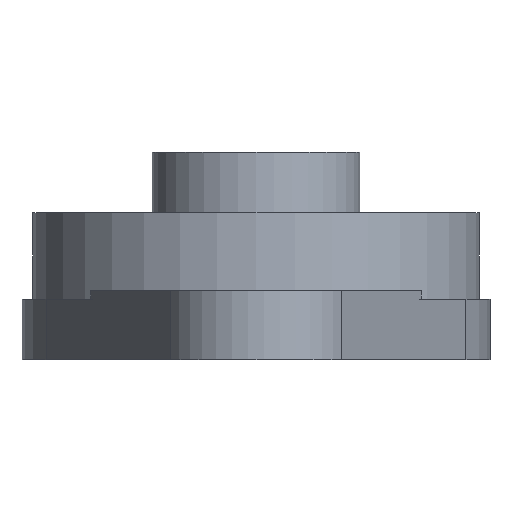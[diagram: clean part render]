
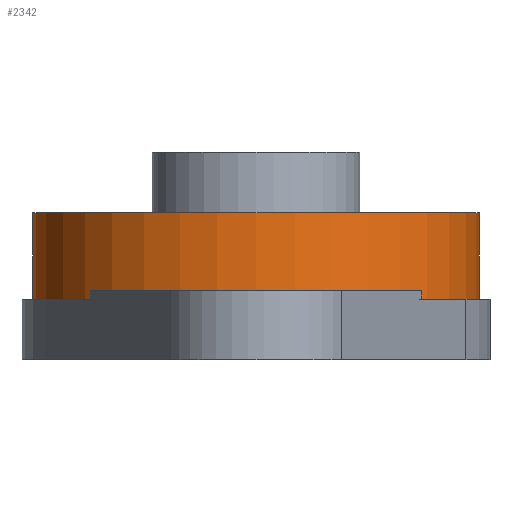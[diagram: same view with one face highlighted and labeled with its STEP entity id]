
A CAD part, left-side view. The second image highlights one B-rep face of the part: STEP entity #2342.
In plain terms, the highlighted cylindrical face has radius 12.9 mm (diameter 25.8 mm), a full revolution.
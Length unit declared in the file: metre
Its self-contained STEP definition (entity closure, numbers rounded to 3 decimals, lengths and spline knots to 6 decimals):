
#500 = PLANE('',#501);
#501 = AXIS2_PLACEMENT_3D('',#502,#503,#504);
#502 = CARTESIAN_POINT('',(0.01475,0.,0.0035));
#503 = DIRECTION('',(0.,0.,-1.));
#504 = DIRECTION('',(-1.,0.,0.));
#1328 = EDGE_CURVE('',#1329,#1329,#1331,.T.);
#1329 = VERTEX_POINT('',#1330);
#1330 = CARTESIAN_POINT('',(0.0129,0.,0.0035));
#1331 = SURFACE_CURVE('',#1332,(#1337,#1348),.PCURVE_S1.);
#1332 = CIRCLE('',#1333,0.0129);
#1333 = AXIS2_PLACEMENT_3D('',#1334,#1335,#1336);
#1334 = CARTESIAN_POINT('',(0.,0.,0.0035));
#1335 = DIRECTION('',(0.,0.,1.));
#1336 = DIRECTION('',(1.,0.,0.));
#1337 = PCURVE('',#500,#1338);
#1338 = DEFINITIONAL_REPRESENTATION('',(#1339),#1347);
#1339 = ( BOUNDED_CURVE() B_SPLINE_CURVE(2,(#1340,#1341,#1342,#1343,
#1344,#1345,#1346),.UNSPECIFIED.,.F.,.F.) B_SPLINE_CURVE_WITH_KNOTS((1,2
    ,2,2,2,1),(-2.094395,0.,2.094395,4.18879,
6.283185,8.37758),.UNSPECIFIED.) CURVE() 
GEOMETRIC_REPRESENTATION_ITEM() RATIONAL_B_SPLINE_CURVE((1.,0.5,1.,0.5,
1.,0.5,1.)) REPRESENTATION_ITEM('') );
#1340 = CARTESIAN_POINT('',(0.002,0.));
#1341 = CARTESIAN_POINT('',(0.002,0.022));
#1342 = CARTESIAN_POINT('',(0.021,0.011));
#1343 = CARTESIAN_POINT('',(0.041,0.));
#1344 = CARTESIAN_POINT('',(0.021,-0.011));
#1345 = CARTESIAN_POINT('',(0.002,-0.022));
#1346 = CARTESIAN_POINT('',(0.002,0.));
#1347 = ( GEOMETRIC_REPRESENTATION_CONTEXT(2) 
PARAMETRIC_REPRESENTATION_CONTEXT() REPRESENTATION_CONTEXT('2D SPACE',''
  ) );
#1348 = PCURVE('',#1349,#1354);
#1349 = CYLINDRICAL_SURFACE('',#1350,0.0129);
#1350 = AXIS2_PLACEMENT_3D('',#1351,#1352,#1353);
#1351 = CARTESIAN_POINT('',(0.,0.,0.0035));
#1352 = DIRECTION('',(0.,0.,-1.));
#1353 = DIRECTION('',(1.,0.,0.));
#1354 = DEFINITIONAL_REPRESENTATION('',(#1355),#1359);
#1355 = LINE('',#1356,#1357);
#1356 = CARTESIAN_POINT('',(0.,0.));
#1357 = VECTOR('',#1358,1.);
#1358 = DIRECTION('',(-1.,0.));
#1359 = ( GEOMETRIC_REPRESENTATION_CONTEXT(2) 
PARAMETRIC_REPRESENTATION_CONTEXT() REPRESENTATION_CONTEXT('2D SPACE',''
  ) );
#2342 = ADVANCED_FACE('',(#2343),#1349,.T.);
#2343 = FACE_BOUND('',#2344,.F.);
#2344 = EDGE_LOOP('',(#2345,#2346,#2369,#2400));
#2345 = ORIENTED_EDGE('',*,*,#1328,.F.);
#2346 = ORIENTED_EDGE('',*,*,#2347,.T.);
#2347 = EDGE_CURVE('',#1329,#2348,#2350,.T.);
#2348 = VERTEX_POINT('',#2349);
#2349 = CARTESIAN_POINT('',(0.0129,0.,0.0085));
#2350 = SEAM_CURVE('',#2351,(#2355,#2362),.PCURVE_S1.);
#2351 = LINE('',#2352,#2353);
#2352 = CARTESIAN_POINT('',(0.0129,0.,0.0035));
#2353 = VECTOR('',#2354,0.001);
#2354 = DIRECTION('',(0.,0.,1.));
#2355 = PCURVE('',#1349,#2356);
#2356 = DEFINITIONAL_REPRESENTATION('',(#2357),#2361);
#2357 = LINE('',#2358,#2359);
#2358 = CARTESIAN_POINT('',(-6.283,0.));
#2359 = VECTOR('',#2360,1.);
#2360 = DIRECTION('',(0.,-1.));
#2361 = ( GEOMETRIC_REPRESENTATION_CONTEXT(2) 
PARAMETRIC_REPRESENTATION_CONTEXT() REPRESENTATION_CONTEXT('2D SPACE',''
  ) );
#2362 = PCURVE('',#1349,#2363);
#2363 = DEFINITIONAL_REPRESENTATION('',(#2364),#2368);
#2364 = LINE('',#2365,#2366);
#2365 = CARTESIAN_POINT('',(0.,0.));
#2366 = VECTOR('',#2367,1.);
#2367 = DIRECTION('',(0.,-1.));
#2368 = ( GEOMETRIC_REPRESENTATION_CONTEXT(2) 
PARAMETRIC_REPRESENTATION_CONTEXT() REPRESENTATION_CONTEXT('2D SPACE',''
  ) );
#2369 = ORIENTED_EDGE('',*,*,#2370,.T.);
#2370 = EDGE_CURVE('',#2348,#2348,#2371,.T.);
#2371 = SURFACE_CURVE('',#2372,(#2377,#2384),.PCURVE_S1.);
#2372 = CIRCLE('',#2373,0.0129);
#2373 = AXIS2_PLACEMENT_3D('',#2374,#2375,#2376);
#2374 = CARTESIAN_POINT('',(0.,0.,0.0085));
#2375 = DIRECTION('',(0.,0.,1.));
#2376 = DIRECTION('',(1.,0.,0.));
#2377 = PCURVE('',#1349,#2378);
#2378 = DEFINITIONAL_REPRESENTATION('',(#2379),#2383);
#2379 = LINE('',#2380,#2381);
#2380 = CARTESIAN_POINT('',(0.,-0.005));
#2381 = VECTOR('',#2382,1.);
#2382 = DIRECTION('',(-1.,0.));
#2383 = ( GEOMETRIC_REPRESENTATION_CONTEXT(2) 
PARAMETRIC_REPRESENTATION_CONTEXT() REPRESENTATION_CONTEXT('2D SPACE',''
  ) );
#2384 = PCURVE('',#2385,#2390);
#2385 = PLANE('',#2386);
#2386 = AXIS2_PLACEMENT_3D('',#2387,#2388,#2389);
#2387 = CARTESIAN_POINT('',(0.0129,0.,0.0085));
#2388 = DIRECTION('',(0.,0.,-1.));
#2389 = DIRECTION('',(-1.,0.,0.));
#2390 = DEFINITIONAL_REPRESENTATION('',(#2391),#2399);
#2391 = ( BOUNDED_CURVE() B_SPLINE_CURVE(2,(#2392,#2393,#2394,#2395,
#2396,#2397,#2398),.UNSPECIFIED.,.F.,.F.) B_SPLINE_CURVE_WITH_KNOTS((1,2
    ,2,2,2,1),(-2.094395,0.,2.094395,4.18879,
6.283185,8.37758),.UNSPECIFIED.) CURVE() 
GEOMETRIC_REPRESENTATION_ITEM() RATIONAL_B_SPLINE_CURVE((1.,0.5,1.,0.5,
1.,0.5,1.)) REPRESENTATION_ITEM('') );
#2392 = CARTESIAN_POINT('',(0.,0.));
#2393 = CARTESIAN_POINT('',(0.,0.022));
#2394 = CARTESIAN_POINT('',(0.019,0.011));
#2395 = CARTESIAN_POINT('',(0.039,0.));
#2396 = CARTESIAN_POINT('',(0.019,-0.011));
#2397 = CARTESIAN_POINT('',(0.,-0.022));
#2398 = CARTESIAN_POINT('',(0.,0.));
#2399 = ( GEOMETRIC_REPRESENTATION_CONTEXT(2) 
PARAMETRIC_REPRESENTATION_CONTEXT() REPRESENTATION_CONTEXT('2D SPACE',''
  ) );
#2400 = ORIENTED_EDGE('',*,*,#2347,.F.);
